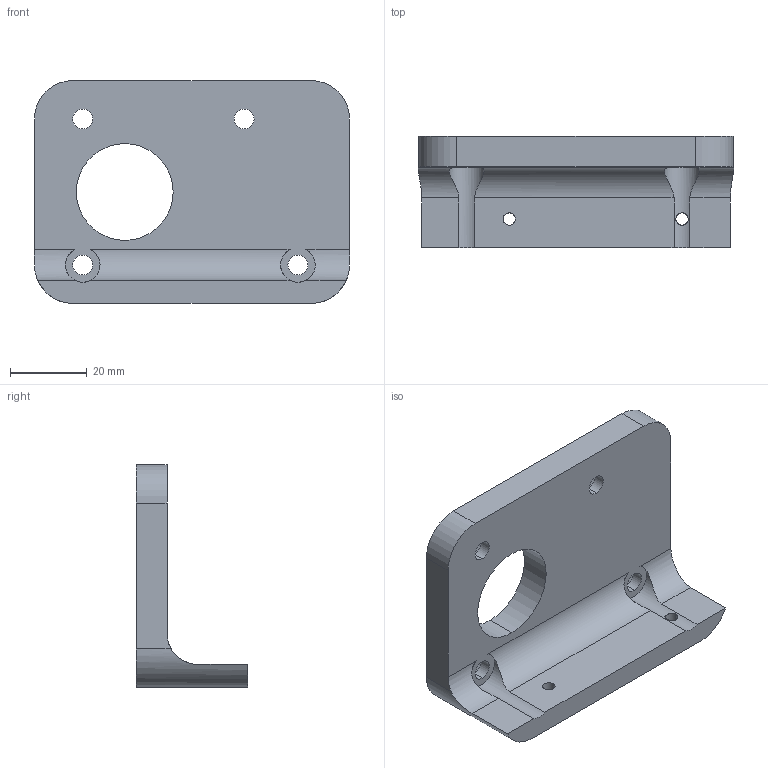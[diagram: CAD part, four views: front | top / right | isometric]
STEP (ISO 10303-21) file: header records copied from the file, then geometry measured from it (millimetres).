
FILE_DESCRIPTION (( 'STEP AP203' ), '1' );
FILE_NAME ('Track_Chasis_Spacer04 (mirrored).STEP', '2024-12-16T14:06:26', ( '' ), ( '' ), 'SwSTEP 2.0', 'SolidWorks 2024', '' );
FILE_SCHEMA (( 'CONFIG_CONTROL_DESIGN' ));
Length unit declared in the file: millimetre
Products named in the file (1): Track_Chasis_Spacer04 (mirrored)
Bounding box: 82 x 29 x 58 mm (x, y, z)
Volume: 41025.3 mm3; surface area: 15278.9 mm2
Topology: 1 solids, 1 shells, 45 faces, 117 edges, 78 vertices
Faces by surface type: cylinder 31, plane 14
Entity records: 1706 total; most frequent: CARTESIAN_POINT 451, DIRECTION 257, ORIENTED_EDGE 234, EDGE_CURVE 117, AXIS2_PLACEMENT_3D 102, VERTEX_POINT 78, EDGE_LOOP 63, CIRCLE 56
